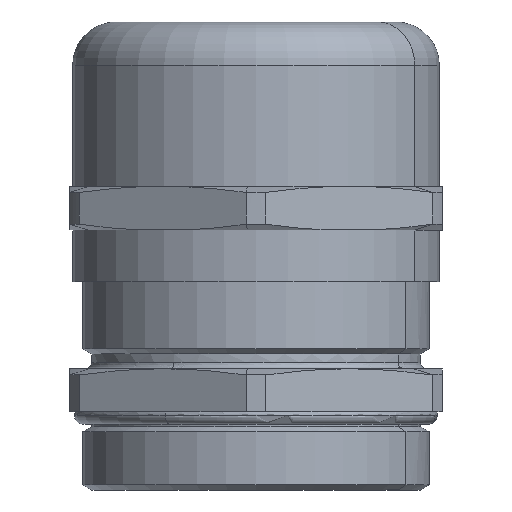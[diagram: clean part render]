
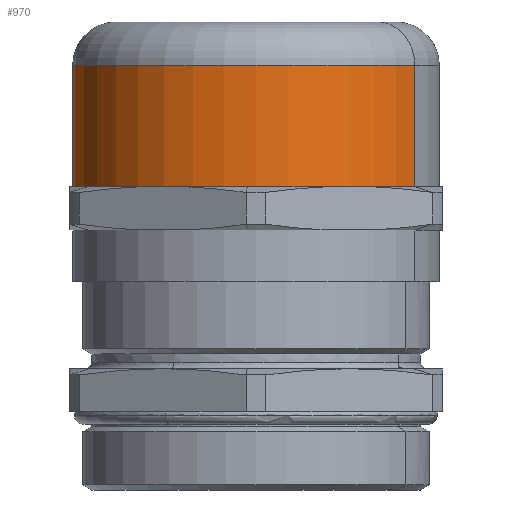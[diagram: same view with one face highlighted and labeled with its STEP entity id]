
A CAD part, front view. The second image highlights one B-rep face of the part: STEP entity #970.
In plain terms, the highlighted cylindrical face has radius 21.15 mm (diameter 42.3 mm), a partial arc.
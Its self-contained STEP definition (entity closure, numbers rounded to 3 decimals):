
#865=AXIS2_PLACEMENT_3D('Circle Axis2P3D',#863,#864,$) ;
#957=AXIS2_PLACEMENT_3D('Cylinder Axis2P3D',#954,#955,#956) ;
#961=AXIS2_PLACEMENT_3D('Circle Axis2P3D',#959,#960,$) ;
#836=CARTESIAN_POINT('Vertex',(39.816,13.625,49.)) ;
#843=CARTESIAN_POINT('Vertex',(3.184,34.775,49.)) ;
#863=CARTESIAN_POINT('Axis2P3D Location',(21.5,24.2,49.)) ;
#928=CARTESIAN_POINT('Line Origine',(3.184,34.775,35.)) ;
#932=CARTESIAN_POINT('Vertex',(3.184,34.775,35.)) ;
#935=CARTESIAN_POINT('Line Origine',(39.816,13.625,35.)) ;
#939=CARTESIAN_POINT('Vertex',(39.816,13.625,35.)) ;
#954=CARTESIAN_POINT('Axis2P3D Location',(21.5,24.2,35.)) ;
#959=CARTESIAN_POINT('Axis2P3D Location',(21.5,24.2,35.)) ;
#864=DIRECTION('Axis2P3D Direction',(0.,0.,-1.)) ;
#929=DIRECTION('Vector Direction',(0.,0.,1.)) ;
#936=DIRECTION('Vector Direction',(0.,0.,1.)) ;
#955=DIRECTION('Axis2P3D Direction',(0.,0.,1.)) ;
#956=DIRECTION('Axis2P3D XDirection',(-0.866,0.5,0.)) ;
#960=DIRECTION('Axis2P3D Direction',(0.,0.,1.)) ;
#930=VECTOR('Line Direction',#929,1.) ;
#937=VECTOR('Line Direction',#936,1.) ;
#965=ORIENTED_EDGE('',*,*,#941,.T.) ;
#966=ORIENTED_EDGE('',*,*,#867,.F.) ;
#967=ORIENTED_EDGE('',*,*,#934,.T.) ;
#968=ORIENTED_EDGE('',*,*,#963,.F.) ;
#970=ADVANCED_FACE('M40_KA\\MANIFOLD_SOLID_BREP #18036',(#969),#958,.T.) ;
#866=CIRCLE('generated circle',#865,21.15) ;
#962=CIRCLE('generated circle',#961,21.15) ;
#958=CYLINDRICAL_SURFACE('generated cylinder',#957,21.15) ;
#867=EDGE_CURVE('',#844,#837,#866,.F.) ;
#934=EDGE_CURVE('',#844,#933,#931,.F.) ;
#941=EDGE_CURVE('',#940,#837,#938,.T.) ;
#963=EDGE_CURVE('',#940,#933,#962,.F.) ;
#964=EDGE_LOOP('',(#965,#966,#967,#968)) ;
#969=FACE_OUTER_BOUND('',#964,.T.) ;
#931=LINE('Line',#928,#930) ;
#938=LINE('Line',#935,#937) ;
#837=VERTEX_POINT('',#836) ;
#844=VERTEX_POINT('',#843) ;
#933=VERTEX_POINT('',#932) ;
#940=VERTEX_POINT('',#939) ;
